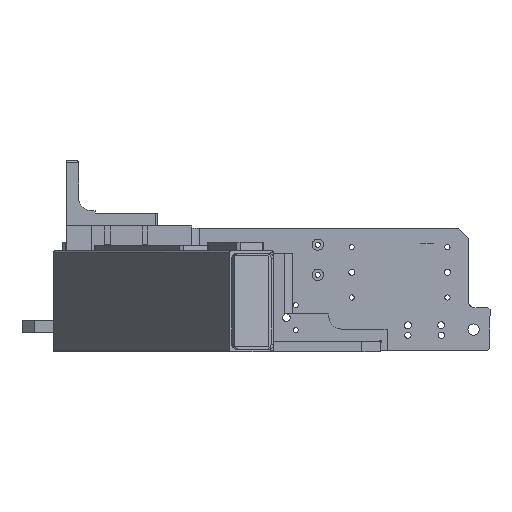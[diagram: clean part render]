
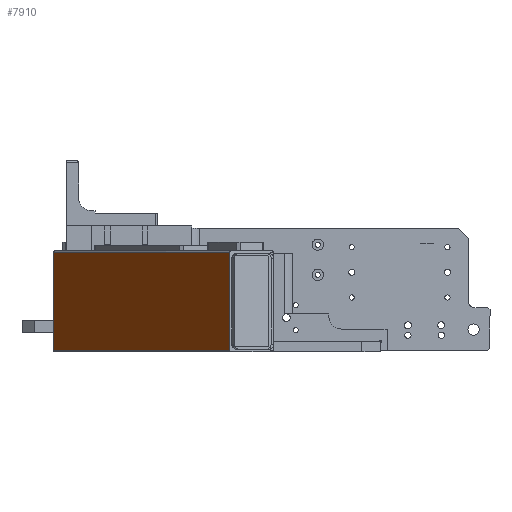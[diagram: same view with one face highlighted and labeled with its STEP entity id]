
A CAD part, front view. The second image highlights one B-rep face of the part: STEP entity #7910.
In plain terms, the highlighted face is planar.
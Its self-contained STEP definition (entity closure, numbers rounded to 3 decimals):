
#433=PLANE('',#8719);
#708=FACE_OUTER_BOUND('',#1136,.T.);
#1136=EDGE_LOOP('',(#5680,#5681,#5682,#5683));
#1690=LINE('',#12027,#2453);
#1698=LINE('',#12057,#2461);
#1701=LINE('',#12066,#2464);
#1721=LINE('',#12118,#2484);
#2453=VECTOR('',#9632,10.);
#2461=VECTOR('',#9656,10.);
#2464=VECTOR('',#9665,10.);
#2484=VECTOR('',#9725,10.);
#3569=VERTEX_POINT('',#12023);
#3571=VERTEX_POINT('',#12026);
#3585=VERTEX_POINT('',#12056);
#3588=VERTEX_POINT('',#12064);
#4381=EDGE_CURVE('',#3571,#3569,#1690,.T.);
#4396=EDGE_CURVE('',#3585,#3571,#1698,.T.);
#4401=EDGE_CURVE('',#3588,#3569,#1701,.T.);
#4427=EDGE_CURVE('',#3585,#3588,#1721,.T.);
#5680=ORIENTED_EDGE('',*,*,#4381,.T.);
#5681=ORIENTED_EDGE('',*,*,#4401,.F.);
#5682=ORIENTED_EDGE('',*,*,#4427,.F.);
#5683=ORIENTED_EDGE('',*,*,#4396,.T.);
#7910=ADVANCED_FACE('',(#708),#433,.T.);
#8719=AXIS2_PLACEMENT_3D('',#12117,#9723,#9724);
#9632=DIRECTION('',(0.,1.,0.));
#9656=DIRECTION('',(0.,0.,1.));
#9665=DIRECTION('',(0.,0.,1.));
#9723=DIRECTION('center_axis',(-1.,0.,0.));
#9724=DIRECTION('ref_axis',(0.,0.,
1.));
#9725=DIRECTION('',(0.,1.,0.));
#12023=CARTESIAN_POINT('',(-20.,39.,280.));
#12026=CARTESIAN_POINT('',(-20.,-39.,280.));
#12027=CARTESIAN_POINT('',(-20.,-19.5,280.));
#12056=CARTESIAN_POINT('',(-20.,-39.,0.));
#12057=CARTESIAN_POINT('',(-20.,-39.,0.));
#12064=CARTESIAN_POINT('',(-20.,39.,0.));
#12066=CARTESIAN_POINT('',(-20.,39.,0.));
#12117=CARTESIAN_POINT('Origin',(-20.,-39.,0.));
#12118=CARTESIAN_POINT('',(-20.,-19.5,0.));
